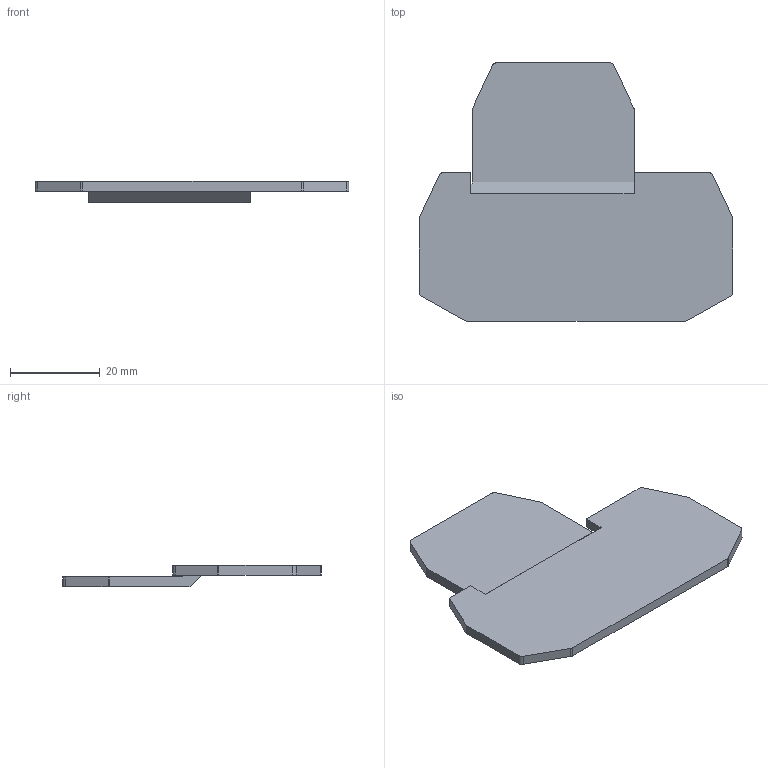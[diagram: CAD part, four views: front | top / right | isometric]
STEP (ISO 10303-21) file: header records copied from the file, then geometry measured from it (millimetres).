
FILE_DESCRIPTION(('OneSpaceDesigner STEP Export'),'2;1');
FILE_NAME('3047293_d_uttb25_4_select.stp','2006-01-26T 7:42:50',(''),(''),'OneSpace Designer STEP processor for AP203 (Solid Model)','OneSpace Designer 13.01 05-Feb-2005 (C) CoCreate Software GmbH','');
FILE_SCHEMA(('CONFIG_CONTROL_DESIGN'));
Length unit declared in the file: millimetre
Products named in the file (2): 3047293_d_uttb25_4_select
Assembly tree (1 placements, depth 2):
  3047293_d_uttb25_4_select
    3047293_d_uttb25_4_select
Bounding box: 69.9 x 57.5 x 4.78 mm (x, y, z)
Volume: 6829.1 mm3; surface area: 6688.2 mm2
Topology: 1 solids, 1 shells, 34 faces, 95 edges, 63 vertices
Faces by surface type: plane 22, cylinder 12
Entity records: 1557 total; most frequent: CARTESIAN_POINT 194, DIRECTION 191, ORIENTED_EDGE 190, EDGE_CURVE 95, VECTOR 71, LINE 71, VERTEX_POINT 63, AXIS2_PLACEMENT_3D 60
